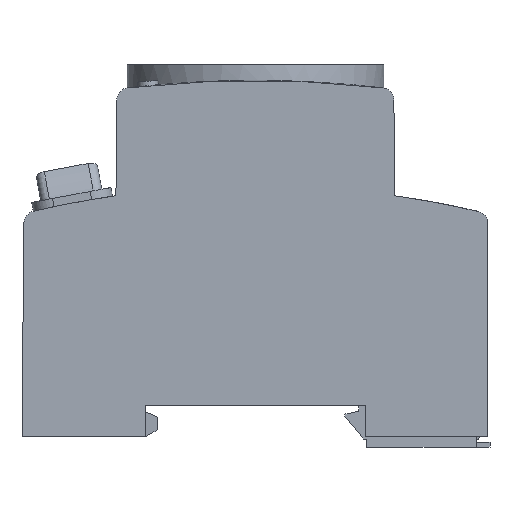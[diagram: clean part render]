
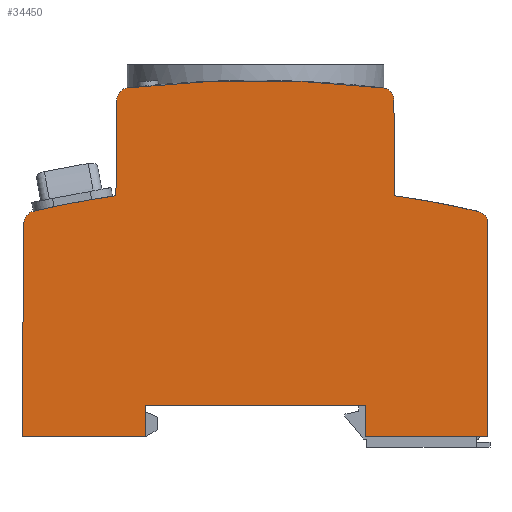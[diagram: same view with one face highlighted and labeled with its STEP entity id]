
A CAD part, left-side view. The second image highlights one B-rep face of the part: STEP entity #34450.
In plain terms, the highlighted face is planar.
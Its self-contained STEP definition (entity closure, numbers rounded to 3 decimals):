
#6440=CARTESIAN_POINT('',(106.975,16.056,-20.25));
#6450=VERTEX_POINT('',#6440);
#6500=CARTESIAN_POINT('',(45.021,16.056,-20.25));
#6510=DIRECTION('',(1.,0.,0.));
#6520=VECTOR('',#6510,1.);
#6530=LINE('',#6500,#6520);
#6540=CARTESIAN_POINT('',(87.091,16.056,-20.25));
#6550=VERTEX_POINT('',#6540);
#6560=EDGE_CURVE('',#6550,#6450,#6530,.T.);
#14350=CARTESIAN_POINT('',(46.992,70.373,-20.25));
#14360=VERTEX_POINT('',#14350);
#14530=CARTESIAN_POINT('',(46.858,54.948,-20.25));
#14540=VERTEX_POINT('',#14530);
#14570=CARTESIAN_POINT('',(46.861,55.264,-20.25));
#14580=DIRECTION('',(-0.009,-1.,
0.));
#14590=VECTOR('',#14580,1.);
#14600=LINE('',#14570,#14590);
#14610=EDGE_CURVE('',#14360,#14540,#14600,.T.);
#22190=CARTESIAN_POINT('',(91.825,54.948,-20.25));
#22200=VERTEX_POINT('',#22190);
#22230=CARTESIAN_POINT('',(69.341,-101.444,-20.25));
#22240=DIRECTION('',(0.,0.,-1.));
#22250=DIRECTION('',(-1.,0.,0.));
#22260=AXIS2_PLACEMENT_3D('',#22230,#22240,#22250);
#22270=CIRCLE('',#22260,158.);
#22280=CARTESIAN_POINT('',(105.127,52.45,-20.25));
#22290=VERTEX_POINT('',#22280);
#22300=EDGE_CURVE('',#22200,#22290,#22270,.T.);
#25690=CARTESIAN_POINT('',(45.021,21.056,-20.25));
#25700=DIRECTION('',(1.,0.,0.));
#25710=VECTOR('',#25700,1.);
#25720=LINE('',#25690,#25710);
#25730=CARTESIAN_POINT('',(51.591,21.056,-20.25));
#25740=VERTEX_POINT('',#25730);
#25750=CARTESIAN_POINT('',(87.091,21.056,-20.25));
#25760=VERTEX_POINT('',#25750);
#25770=EDGE_CURVE('',#25740,#25760,#25720,.T.);
#28310=CARTESIAN_POINT('',(87.091,55.264,-20.25));
#28320=DIRECTION('',(0.,-1.,0.));
#28330=VECTOR('',#28320,1.);
#28340=LINE('',#28310,#28330);
#28350=EDGE_CURVE('',#25760,#6550,#28340,.T.);
#33450=CARTESIAN_POINT('',(69.341,23.506,-20.25));
#33460=DIRECTION('',(0.,0.,-1.));
#33470=DIRECTION('',(-1.,0.,0.));
#33480=AXIS2_PLACEMENT_3D('',#33450,#33460,#33470);
#33490=PLANE('',#33480);
#33500=CARTESIAN_POINT('',(104.674,50.502,-20.25));
#33510=DIRECTION('',(0.,0.,-1.));
#33520=DIRECTION('',(-1.,0.,0.));
#33530=AXIS2_PLACEMENT_3D('',#33500,#33510,#33520);
#33540=CIRCLE('',#33530,2.);
#33550=CARTESIAN_POINT('',(106.674,50.52,-20.25));
#33560=VERTEX_POINT('',#33550);
#33570=EDGE_CURVE('',#22290,#33560,#33540,.T.);
#33580=ORIENTED_EDGE('',*,*,#33570,.T.);
#33590=ORIENTED_EDGE('',*,*,#22300,.T.);
#33600=CARTESIAN_POINT('',(91.822,55.264,-20.25));
#33610=DIRECTION('',(-0.009,1.,
0.));
#33620=VECTOR('',#33610,1.);
#33630=LINE('',#33600,#33620);
#33640=CARTESIAN_POINT('',(91.69,70.373,-20.25));
#33650=VERTEX_POINT('',#33640);
#33660=EDGE_CURVE('',#22200,#33650,#33630,.T.);
#33670=ORIENTED_EDGE('',*,*,#33660,.F.);
#33680=CARTESIAN_POINT('',(89.69,70.355,-20.25));
#33690=DIRECTION('',(0.,0.,1.));
#33700=DIRECTION('',(1.,0.,0.));
#33710=AXIS2_PLACEMENT_3D('',#33680,#33690,#33700);
#33720=CIRCLE('',#33710,2.);
#33730=CARTESIAN_POINT('',(89.926,72.341,-20.25));
#33740=VERTEX_POINT('',#33730);
#33750=EDGE_CURVE('',#33650,#33740,#33720,.T.);
#33760=ORIENTED_EDGE('',*,*,#33750,.F.);
#33770=CARTESIAN_POINT('',(69.341,-101.444,-20.25));
#33780=DIRECTION('',(0.,0.,-1.));
#33790=DIRECTION('',(-1.,0.,0.));
#33800=AXIS2_PLACEMENT_3D('',#33770,#33780,#33790);
#33810=CIRCLE('',#33800,175.);
#33820=CARTESIAN_POINT('',(48.757,72.341,-20.25));
#33830=VERTEX_POINT('',#33820);
#33840=EDGE_CURVE('',#33830,#33740,#33810,.T.);
#33850=ORIENTED_EDGE('',*,*,#33840,.T.);
#33860=CARTESIAN_POINT('',(48.992,70.355,-20.25));
#33870=DIRECTION('',(0.,0.,-1.));
#33880=DIRECTION('',(-1.,0.,0.));
#33890=AXIS2_PLACEMENT_3D('',#33860,#33870,#33880);
#33900=CIRCLE('',#33890,2.);
#33910=EDGE_CURVE('',#14360,#33830,#33900,.T.);
#33920=ORIENTED_EDGE('',*,*,#33910,.T.);
#33930=ORIENTED_EDGE('',*,*,#14610,.F.);
#33940=CARTESIAN_POINT('',(69.341,-101.444,-20.25));
#33950=DIRECTION('',(0.,0.,-1.));
#33960=DIRECTION('',(-1.,0.,0.));
#33970=AXIS2_PLACEMENT_3D('',#33940,#33950,#33960);
#33980=CIRCLE('',#33970,158.);
#33990=CARTESIAN_POINT('',(33.386,52.411,
-20.25));
#34000=VERTEX_POINT('',#33990);
#34010=EDGE_CURVE('',#34000,#14540,#33980,.T.);
#34020=ORIENTED_EDGE('',*,*,#34010,.T.);
#34030=CARTESIAN_POINT('',(33.841,50.463,
-20.25));
#34040=DIRECTION('',(0.,0.,-1.));
#34050=DIRECTION('',(-1.,0.,0.));
#34060=AXIS2_PLACEMENT_3D('',#34030,#34040,#34050);
#34070=CIRCLE('',#34060,2.);
#34080=CARTESIAN_POINT('',(31.841,50.463,
-20.25));
#34090=VERTEX_POINT('',#34080);
#34100=EDGE_CURVE('',#34090,#34000,#34070,.T.);
#34110=ORIENTED_EDGE('',*,*,#34100,.T.);
#34120=CARTESIAN_POINT('',(31.841,55.264,
-20.25));
#34130=DIRECTION('',(0.,1.,0.));
#34140=VECTOR('',#34130,1.);
#34150=LINE('',#34120,#34140);
#34160=CARTESIAN_POINT('',(31.841,16.056,
-20.25));
#34170=VERTEX_POINT('',#34160);
#34180=EDGE_CURVE('',#34170,#34090,#34150,.T.);
#34190=ORIENTED_EDGE('',*,*,#34180,.T.);
#34200=CARTESIAN_POINT('',(45.021,16.056,-20.25));
#34210=DIRECTION('',(1.,0.,0.));
#34220=VECTOR('',#34210,1.);
#34230=LINE('',#34200,#34220);
#34240=CARTESIAN_POINT('',(51.591,16.056,-20.25));
#34250=VERTEX_POINT('',#34240);
#34260=EDGE_CURVE('',#34170,#34250,#34230,.T.);
#34270=ORIENTED_EDGE('',*,*,#34260,.F.);
#34280=CARTESIAN_POINT('',(51.591,55.264,-20.25));
#34290=DIRECTION('',(0.,-1.,0.));
#34300=VECTOR('',#34290,1.);
#34310=LINE('',#34280,#34300);
#34320=EDGE_CURVE('',#25740,#34250,#34310,.T.);
#34330=ORIENTED_EDGE('',*,*,#34320,.T.);
#34340=ORIENTED_EDGE('',*,*,#25770,.F.);
#34350=ORIENTED_EDGE('',*,*,#28350,.F.);
#34360=ORIENTED_EDGE('',*,*,#6560,.F.);
#34370=CARTESIAN_POINT('',(106.633,55.264,-20.25));
#34380=DIRECTION('',(0.009,-1.,
0.));
#34390=VECTOR('',#34380,1.);
#34400=LINE('',#34370,#34390);
#34410=EDGE_CURVE('',#33560,#6450,#34400,.T.);
#34420=ORIENTED_EDGE('',*,*,#34410,.T.);
#34430=EDGE_LOOP('',(#34420,#34360,#34350,#34340,#34330,#34270,#34190,
#34110,#34020,#33930,#33920,#33850,#33760,#33670,#33590,#33580));
#34440=FACE_OUTER_BOUND('',#34430,.T.);
#34450=ADVANCED_FACE('',(#34440),#33490,.T.);
